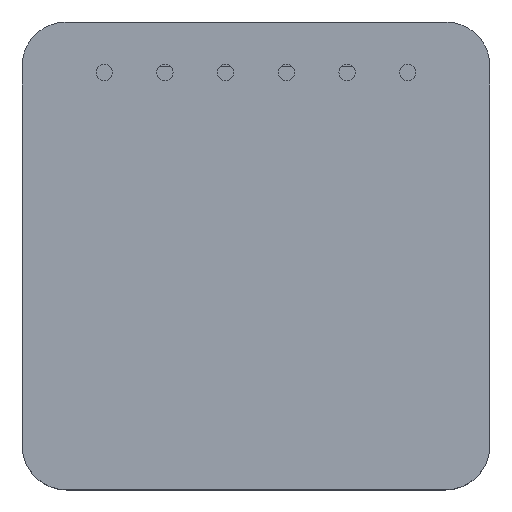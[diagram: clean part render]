
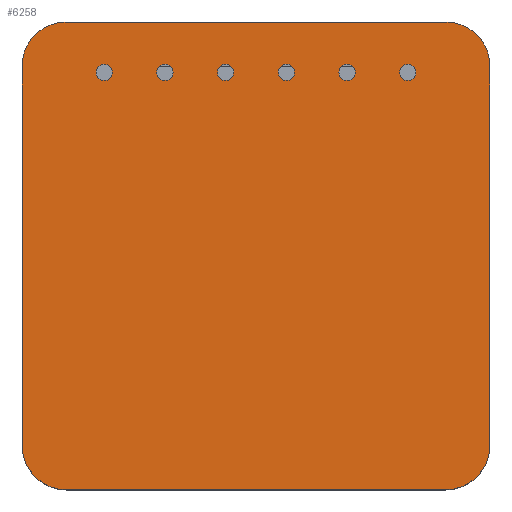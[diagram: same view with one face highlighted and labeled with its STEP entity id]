
A CAD part, top view. The second image highlights one B-rep face of the part: STEP entity #6258.
In plain terms, the highlighted planar face has unit normal (0, 0, 1).
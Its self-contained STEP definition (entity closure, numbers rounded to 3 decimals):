
#43 = EDGE_CURVE('',#44,#46,#48,.T.);
#44 = VERTEX_POINT('',#45);
#45 = CARTESIAN_POINT('',(-2.42,-13.295,11.155));
#46 = VERTEX_POINT('',#47);
#47 = CARTESIAN_POINT('',(-10.54,-5.175,11.155));
#48 = CIRCLE('',#49,8.12);
#49 = AXIS2_PLACEMENT_3D('',#50,#51,#52);
#50 = CARTESIAN_POINT('',(-2.42,-5.175,11.155));
#51 = DIRECTION('',(0.,0.,-1.));
#52 = DIRECTION('',(1.,0.,0.));
#95 = VERTEX_POINT('',#96);
#96 = CARTESIAN_POINT('',(67.18,-13.295,11.155));
#102 = EDGE_CURVE('',#44,#95,#103,.T.);
#103 = LINE('',#104,#105);
#104 = CARTESIAN_POINT('',(-2.42,-13.295,11.155));
#105 = VECTOR('',#106,1.);
#106 = DIRECTION('',(1.,0.,0.));
#158 = VERTEX_POINT('',#159);
#159 = CARTESIAN_POINT('',(75.3,-5.175,11.155));
#165 = EDGE_CURVE('',#158,#95,#166,.T.);
#166 = CIRCLE('',#167,8.12);
#167 = AXIS2_PLACEMENT_3D('',#168,#169,#170);
#168 = CARTESIAN_POINT('',(67.18,-5.175,11.155));
#169 = DIRECTION('',(0.,0.,-1.));
#170 = DIRECTION('',(1.,0.,0.));
#193 = VERTEX_POINT('',#194);
#194 = CARTESIAN_POINT('',(-10.54,64.49,11.155));
#200 = EDGE_CURVE('',#193,#201,#203,.T.);
#201 = VERTEX_POINT('',#202);
#202 = CARTESIAN_POINT('',(-2.47,72.56,11.155));
#203 = CIRCLE('',#204,8.07);
#204 = AXIS2_PLACEMENT_3D('',#205,#206,#207);
#205 = CARTESIAN_POINT('',(-2.47,64.49,11.155));
#206 = DIRECTION('',(0.,0.,-1.));
#207 = DIRECTION('',(1.,0.,0.));
#232 = EDGE_CURVE('',#201,#233,#235,.T.);
#233 = VERTEX_POINT('',#234);
#234 = CARTESIAN_POINT('',(67.23,72.56,11.155));
#235 = LINE('',#236,#237);
#236 = CARTESIAN_POINT('',(-2.47,72.56,11.155));
#237 = VECTOR('',#238,1.);
#238 = DIRECTION('',(1.,0.,0.));
#264 = EDGE_CURVE('',#233,#265,#267,.T.);
#265 = VERTEX_POINT('',#266);
#266 = CARTESIAN_POINT('',(75.3,64.49,11.155));
#267 = CIRCLE('',#268,8.07);
#268 = AXIS2_PLACEMENT_3D('',#269,#270,#271);
#269 = CARTESIAN_POINT('',(67.23,64.49,11.155));
#270 = DIRECTION('',(0.,0.,-1.));
#271 = DIRECTION('',(1.,0.,0.));
#294 = EDGE_CURVE('',#265,#158,#295,.T.);
#295 = LINE('',#296,#297);
#296 = CARTESIAN_POINT('',(75.3,-1.,11.155));
#297 = VECTOR('',#298,1.);
#298 = DIRECTION('',(0.,-1.,0.));
#1392 = VERTEX_POINT('',#1393);
#1393 = CARTESIAN_POINT('',(6.023,63.32,11.155));
#1399 = EDGE_CURVE('',#1392,#1392,#1400,.T.);
#1400 = CIRCLE('',#1401,1.5);
#1401 = AXIS2_PLACEMENT_3D('',#1402,#1403,#1404);
#1402 = CARTESIAN_POINT('',(4.523,63.32,11.155));
#1403 = DIRECTION('',(0.,0.,-1.));
#1404 = DIRECTION('',(1.,0.,0.));
#1565 = VERTEX_POINT('',#1566);
#1566 = CARTESIAN_POINT('',(61.737,63.32,11.155));
#1572 = EDGE_CURVE('',#1565,#1565,#1573,.T.);
#1573 = CIRCLE('',#1574,1.5);
#1574 = AXIS2_PLACEMENT_3D('',#1575,#1576,#1577);
#1575 = CARTESIAN_POINT('',(60.237,63.32,11.155));
#1576 = DIRECTION('',(0.,0.,-1.));
#1577 = DIRECTION('',(1.,0.,0.));
#1590 = VERTEX_POINT('',#1591);
#1591 = CARTESIAN_POINT('',(17.166,63.32,11.155));
#1597 = EDGE_CURVE('',#1590,#1590,#1598,.T.);
#1598 = CIRCLE('',#1599,1.5);
#1599 = AXIS2_PLACEMENT_3D('',#1600,#1601,#1602);
#1600 = CARTESIAN_POINT('',(15.666,63.32,11.155));
#1601 = DIRECTION('',(0.,0.,-1.));
#1602 = DIRECTION('',(1.,0.,0.));
#1615 = VERTEX_POINT('',#1616);
#1616 = CARTESIAN_POINT('',(28.309,63.32,11.155));
#1622 = EDGE_CURVE('',#1615,#1615,#1623,.T.);
#1623 = CIRCLE('',#1624,1.5);
#1624 = AXIS2_PLACEMENT_3D('',#1625,#1626,#1627);
#1625 = CARTESIAN_POINT('',(26.809,63.32,11.155));
#1626 = DIRECTION('',(0.,0.,-1.));
#1627 = DIRECTION('',(1.,0.,0.));
#1640 = VERTEX_POINT('',#1641);
#1641 = CARTESIAN_POINT('',(39.451,63.32,11.155));
#1647 = EDGE_CURVE('',#1640,#1640,#1648,.T.);
#1648 = CIRCLE('',#1649,1.5);
#1649 = AXIS2_PLACEMENT_3D('',#1650,#1651,#1652);
#1650 = CARTESIAN_POINT('',(37.951,63.32,11.155));
#1651 = DIRECTION('',(0.,0.,-1.));
#1652 = DIRECTION('',(1.,0.,0.));
#1665 = VERTEX_POINT('',#1666);
#1666 = CARTESIAN_POINT('',(50.594,63.32,11.155));
#1672 = EDGE_CURVE('',#1665,#1665,#1673,.T.);
#1673 = CIRCLE('',#1674,1.5);
#1674 = AXIS2_PLACEMENT_3D('',#1675,#1676,#1677);
#1675 = CARTESIAN_POINT('',(49.094,63.32,11.155));
#1676 = DIRECTION('',(0.,0.,-1.));
#1677 = DIRECTION('',(1.,0.,0.));
#6160 = EDGE_CURVE('',#46,#193,#6161,.T.);
#6161 = LINE('',#6162,#6163);
#6162 = CARTESIAN_POINT('',(-10.54,-5.175,11.155));
#6163 = VECTOR('',#6164,1.);
#6164 = DIRECTION('',(0.,1.,0.));
#6258 = ADVANCED_FACE('',(#6259,#6269,#6272,#6275,#6278,#6281,#6284),
  #6287,.T.);
#6259 = FACE_BOUND('',#6260,.T.);
#6260 = EDGE_LOOP('',(#6261,#6262,#6263,#6264,#6265,#6266,#6267,#6268));
#6261 = ORIENTED_EDGE('',*,*,#6160,.F.);
#6262 = ORIENTED_EDGE('',*,*,#43,.F.);
#6263 = ORIENTED_EDGE('',*,*,#102,.T.);
#6264 = ORIENTED_EDGE('',*,*,#165,.F.);
#6265 = ORIENTED_EDGE('',*,*,#294,.F.);
#6266 = ORIENTED_EDGE('',*,*,#264,.F.);
#6267 = ORIENTED_EDGE('',*,*,#232,.F.);
#6268 = ORIENTED_EDGE('',*,*,#200,.F.);
#6269 = FACE_BOUND('',#6270,.T.);
#6270 = EDGE_LOOP('',(#6271));
#6271 = ORIENTED_EDGE('',*,*,#1399,.T.);
#6272 = FACE_BOUND('',#6273,.T.);
#6273 = EDGE_LOOP('',(#6274));
#6274 = ORIENTED_EDGE('',*,*,#1572,.T.);
#6275 = FACE_BOUND('',#6276,.T.);
#6276 = EDGE_LOOP('',(#6277));
#6277 = ORIENTED_EDGE('',*,*,#1597,.T.);
#6278 = FACE_BOUND('',#6279,.T.);
#6279 = EDGE_LOOP('',(#6280));
#6280 = ORIENTED_EDGE('',*,*,#1622,.T.);
#6281 = FACE_BOUND('',#6282,.T.);
#6282 = EDGE_LOOP('',(#6283));
#6283 = ORIENTED_EDGE('',*,*,#1647,.T.);
#6284 = FACE_BOUND('',#6285,.T.);
#6285 = EDGE_LOOP('',(#6286));
#6286 = ORIENTED_EDGE('',*,*,#1672,.T.);
#6287 = PLANE('',#6288);
#6288 = AXIS2_PLACEMENT_3D('',#6289,#6290,#6291);
#6289 = CARTESIAN_POINT('',(32.38,29.639,11.155));
#6290 = DIRECTION('',(0.,0.,1.));
#6291 = DIRECTION('',(1.,0.,-0.));
